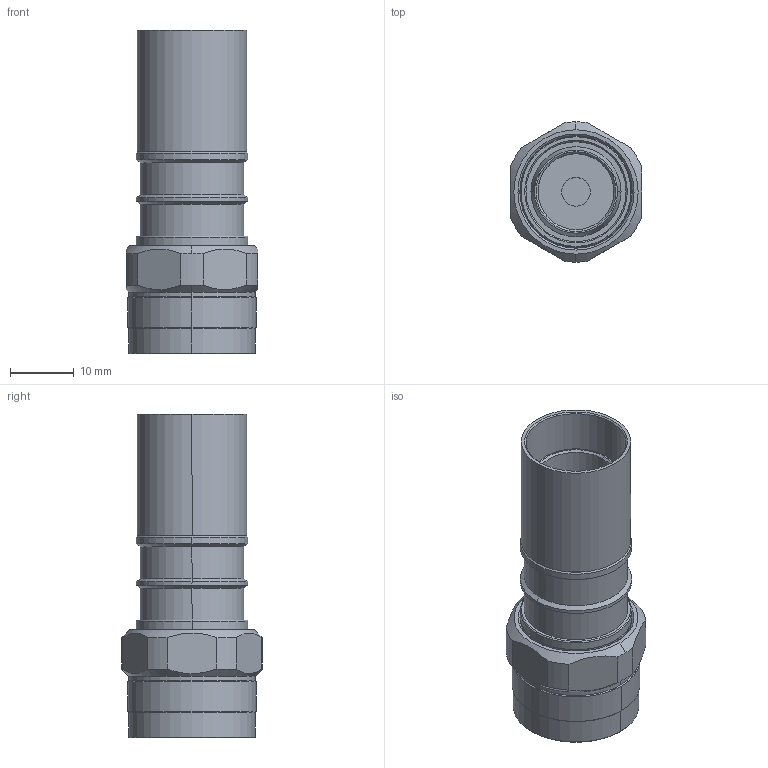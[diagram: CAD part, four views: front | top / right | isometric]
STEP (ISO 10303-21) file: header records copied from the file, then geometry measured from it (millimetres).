
FILE_DESCRIPTION (( 'STEP AP203' ), '1' );
FILE_NAME ('3190-26289£¨TC-600-NMH-X).STEP', '2017-06-28T08:42:32', ( '' ), ( '' ), 'SwSTEP 2.0', 'SolidWorks 2017', '' );
FILE_SCHEMA (( 'CONFIG_CONTROL_DESIGN' ));
Length unit declared in the file: millimetre
Products named in the file (1): 3190-26289（TC-600-NMH-X)
Bounding box: 20.57 x 22 x 50.8 mm (x, y, z)
Volume: 8357.4 mm3; surface area: 7308.1 mm2
Topology: 1 solids, 1 shells, 141 faces, 319 edges, 192 vertices
Faces by surface type: cylinder 60, cone 40, plane 37, bspline 2, torus 2
Entity records: 4152 total; most frequent: CARTESIAN_POINT 841, DIRECTION 736, ORIENTED_EDGE 638, EDGE_CURVE 319, AXIS2_PLACEMENT_3D 300, VERTEX_POINT 192, CIRCLE 160, EDGE_LOOP 155
